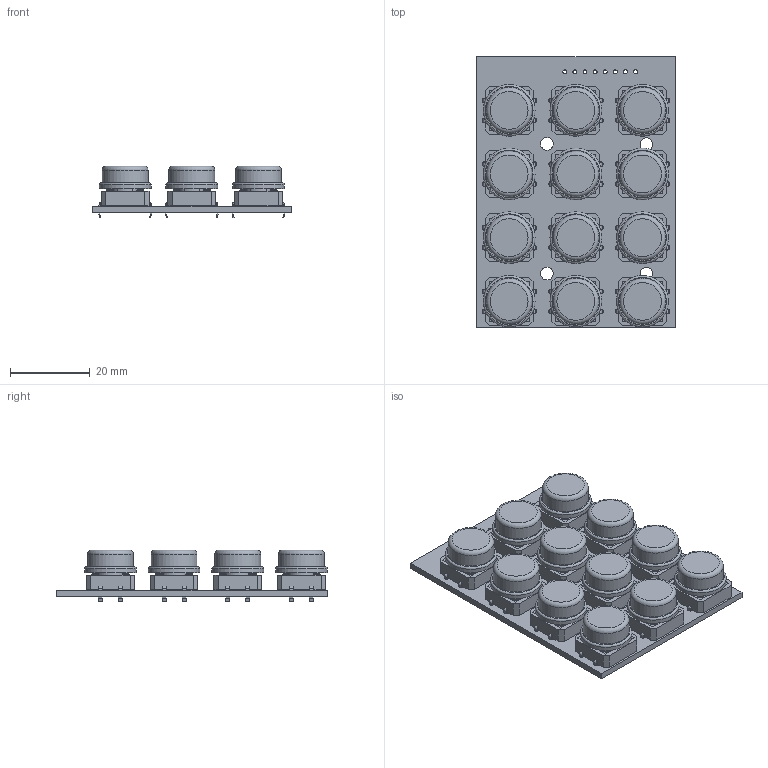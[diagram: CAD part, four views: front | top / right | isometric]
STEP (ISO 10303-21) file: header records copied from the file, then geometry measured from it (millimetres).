
FILE_DESCRIPTION(('KiCad electronic assembly'),'2;1');
FILE_NAME('KEYBORD_PCB_V1.step','2021-08-11T11:49:32',('An Author'),( 'A Company'),'Open CASCADE STEP processor 6.9', 'KiCad to STEP converter','Unknown');
FILE_SCHEMA(('AUTOMOTIVE_DESIGN { 1 0 10303 214 1 1 1 1 }'));
Length unit declared in the file: millimetre
Products named in the file (5): Open CASCADE STEP translator 6.9 1; 12mmx12mm_With_Black_cap_round; SOLID; COMPOUND
Assembly tree (15 placements, depth 3):
  Open CASCADE STEP translator 6.9 1
    12mmx12mm_With_Black_cap_round  x12
      SOLID
      SOLID
    COMPOUND
Bounding box: 50 x 68 x 13.05 mm (x, y, z)
Volume: 16808 mm3; surface area: 24417.6 mm2
Topology: 25 solids, 265 shells, 3918 faces, 9312 edges, 6152 vertices
Faces by surface type: plane 2766, cylinder 576, bspline 468, torus 108
Full cylindrical faces by diameter (mm): 1 x8, 1.2 x48, 1.346 x24, 1.727 x48, 2.057 x12, 3.2 x4, 6.756 x12, 10 x12, 11.5 x12, 13 x12
Entity records: 31383 total; most frequent: CARTESIAN_POINT 11508, DIRECTION 2767, ORIENTED_EDGE 1904, PCURVE 1904, DEFINITIONAL_REPRESENTATION 1904, LINE 1544, VECTOR 1544, EDGE_CURVE 952
